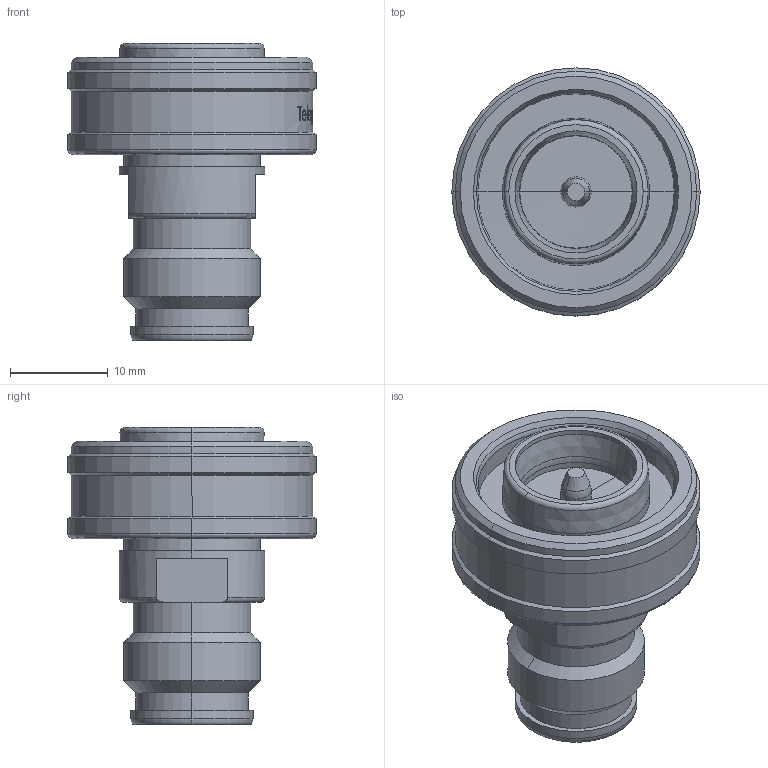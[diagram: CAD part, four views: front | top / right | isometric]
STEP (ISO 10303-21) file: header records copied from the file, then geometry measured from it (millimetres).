
FILE_DESCRIPTION (( 'STEP AP214' ), '1' );
FILE_NAME ('J01443A0008.STEP', '2019-11-28T11:05:24', ( '' ), ( '' ), 'SwSTEP 2.0', 'SolidWorks 2018', '' );
FILE_SCHEMA (( 'AUTOMOTIVE_DESIGN' ));
Length unit declared in the file: millimetre
Products named in the file (1): J01443A0008
Bounding box: 25.4 x 25.4 x 30.4 mm (x, y, z)
Volume: 6470.2 mm3; surface area: 3596 mm2
Topology: 1 solids, 1 shells, 394 faces, 995 edges, 639 vertices
Faces by surface type: plane 104, bspline 83, cylinder 80, cone 74, torus 53
Entity records: 22811 total; most frequent: CARTESIAN_POINT 9849, ORIENTED_EDGE 1990, DIRECTION 1516, EDGE_CURVE 995, VERTEX_POINT 639, AXIS2_PLACEMENT_3D 619, EDGE_LOOP 430, FACE_OUTER_BOUND 394
